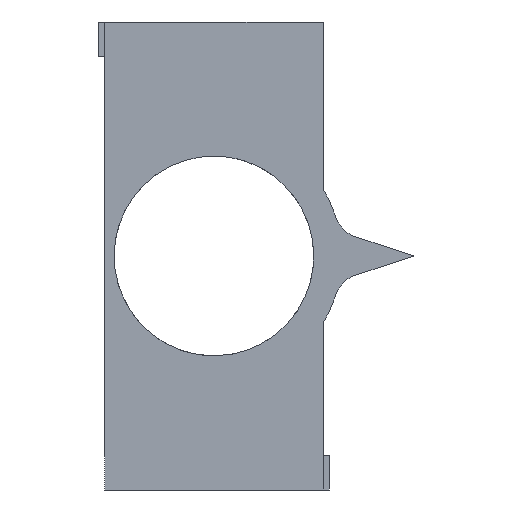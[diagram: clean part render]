
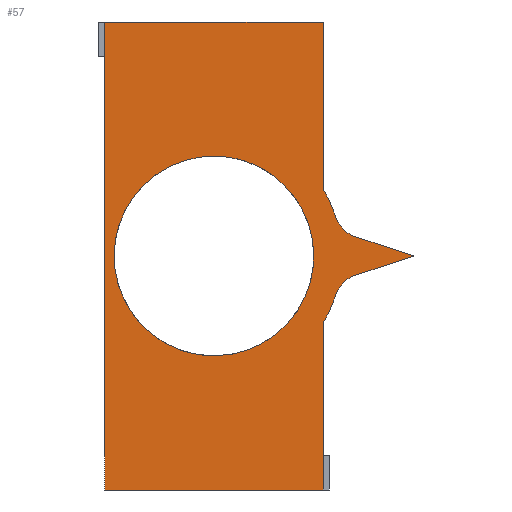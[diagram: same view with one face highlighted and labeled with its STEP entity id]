
A CAD part, front view. The second image highlights one B-rep face of the part: STEP entity #57.
In plain terms, the highlighted planar face has unit normal (0, -1, 0).
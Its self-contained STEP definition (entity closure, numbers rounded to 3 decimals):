
#57=ADVANCED_FACE('',(#102,#104),#106,.T.);
#102=FACE_BOUND('',#103,.T.);
#103=EDGE_LOOP('',(#371,#372,#373,#374,#375,#376,#377,#378,#379,#380,#381));
#104=FACE_BOUND('',#105,.T.);
#105=EDGE_LOOP('',(#382));
#106=PLANE('',#107);
#107=AXIS2_PLACEMENT_3D('',#108,#109,#110);
#108=CARTESIAN_POINT('',(0.,-0.843,0.));
#109=DIRECTION('',(0.,-1.,0.));
#110=DIRECTION('',(0.,0.,1.));
#371=ORIENTED_EDGE('',*,*,#581,.F.);
#372=ORIENTED_EDGE('',*,*,#582,.T.);
#373=ORIENTED_EDGE('',*,*,#583,.T.);
#374=ORIENTED_EDGE('',*,*,#584,.T.);
#375=ORIENTED_EDGE('',*,*,#585,.T.);
#376=ORIENTED_EDGE('',*,*,#586,.T.);
#377=ORIENTED_EDGE('',*,*,#587,.T.);
#378=ORIENTED_EDGE('',*,*,#588,.T.);
#379=ORIENTED_EDGE('',*,*,#589,.F.);
#380=ORIENTED_EDGE('',*,*,#590,.T.);
#381=ORIENTED_EDGE('',*,*,#591,.T.);
#382=ORIENTED_EDGE('',*,*,#592,.T.);
#581=EDGE_CURVE('',#698,#699,#700,.F.);
#582=EDGE_CURVE('',#698,#701,#702,.T.);
#583=EDGE_CURVE('',#701,#703,#704,.T.);
#584=EDGE_CURVE('',#703,#705,#706,.T.);
#585=EDGE_CURVE('',#705,#707,#708,.T.);
#586=EDGE_CURVE('',#707,#709,#710,.T.);
#587=EDGE_CURVE('',#709,#711,#712,.T.);
#588=EDGE_CURVE('',#711,#713,#714,.T.);
#589=EDGE_CURVE('',#715,#713,#716,.F.);
#590=EDGE_CURVE('',#715,#717,#718,.T.);
#591=EDGE_CURVE('',#717,#699,#719,.T.);
#592=EDGE_CURVE('',#720,#720,#721,.F.);
#698=VERTEX_POINT('',#903);
#699=VERTEX_POINT('',#904);
#700=CIRCLE('',#905,1.);
#701=VERTEX_POINT('',#909);
#702=CIRCLE('',#910,4.32);
#703=VERTEX_POINT('',#914);
#704=LINE('',#915,#916);
#705=VERTEX_POINT('',#918);
#706=LINE('',#919,#920);
#707=VERTEX_POINT('',#922);
#708=LINE('',#923,#924);
#709=VERTEX_POINT('',#926);
#710=LINE('',#927,#928);
#711=VERTEX_POINT('',#930);
#712=LINE('',#931,#932);
#713=VERTEX_POINT('',#934);
#714=CIRCLE('',#935,4.32);
#715=VERTEX_POINT('',#939);
#716=CIRCLE('',#940,1.);
#717=VERTEX_POINT('',#944);
#718=LINE('',#945,#946);
#719=LINE('',#948,#949);
#720=VERTEX_POINT('',#951);
#721=(BOUNDED_CURVE()B_SPLINE_CURVE(3,
(#952,#953,#954,#955,#956,#957,#958),
.UNSPECIFIED.,.T.,.F.)B_SPLINE_CURVE_WITH_KNOTS((4,3,4),
(0.,0.5,1.),
.UNSPECIFIED.)CURVE()GEOMETRIC_REPRESENTATION_ITEM()RATIONAL_B_SPLINE_CURVE((1.,
0.333,0.333,1.,0.333,0.333,1.))
REPRESENTATION_ITEM(''));
#903=CARTESIAN_POINT('',(4.118,-0.843,1.305));
#904=CARTESIAN_POINT('',(4.757,-0.843,0.658));
#905=AXIS2_PLACEMENT_3D('',#906,#907,#908);
#906=CARTESIAN_POINT('',(5.072,-0.843,1.607));
#907=DIRECTION('',(0.,1.,0.));
#908=DIRECTION('',(-0.315,0.,-0.949));
#909=CARTESIAN_POINT('',(3.688,-0.843,2.25));
#910=AXIS2_PLACEMENT_3D('',#911,#912,#913);
#911=CARTESIAN_POINT('',(0.,-0.843,0.));
#912=DIRECTION('',(0.,-1.,0.));
#913=DIRECTION('',(0.953,0.,0.302));
#914=CARTESIAN_POINT('',(3.688,-0.843,7.903));
#915=CARTESIAN_POINT('',(3.688,-0.843,2.25));
#916=VECTOR('',#917,1.);
#917=DIRECTION('',(0.,0.,1.));
#918=CARTESIAN_POINT('',(-3.688,-0.843,7.903));
#919=CARTESIAN_POINT('',(3.688,-0.843,7.903));
#920=VECTOR('',#921,1.);
#921=DIRECTION('',(-1.,0.,0.));
#922=CARTESIAN_POINT('',(-3.688,-0.843,-7.903));
#923=CARTESIAN_POINT('',(-3.688,-0.843,7.903));
#924=VECTOR('',#925,1.);
#925=DIRECTION('',(0.,0.,-1.));
#926=CARTESIAN_POINT('',(3.688,-0.843,-7.903));
#927=CARTESIAN_POINT('',(-3.688,-0.843,-7.903));
#928=VECTOR('',#929,1.);
#929=DIRECTION('',(1.,0.,0.));
#930=CARTESIAN_POINT('',(3.688,-0.843,-2.25));
#931=CARTESIAN_POINT('',(3.688,-0.843,-7.903));
#932=VECTOR('',#933,1.);
#933=DIRECTION('',(0.,0.,1.));
#934=CARTESIAN_POINT('',(4.118,-0.843,-1.305));
#935=AXIS2_PLACEMENT_3D('',#936,#937,#938);
#936=CARTESIAN_POINT('',(0.,-0.843,0.));
#937=DIRECTION('',(0.,-1.,0.));
#938=DIRECTION('',(0.854,0.,-0.521));
#939=CARTESIAN_POINT('',(4.757,-0.843,-0.658));
#940=AXIS2_PLACEMENT_3D('',#941,#942,#943);
#941=CARTESIAN_POINT('',(5.072,-0.843,-1.607));
#942=DIRECTION('',(0.,1.,0.));
#943=DIRECTION('',(-0.953,0.,0.302));
#944=CARTESIAN_POINT('',(6.74,-0.843,0.));
#945=CARTESIAN_POINT('',(4.757,-0.843,-0.658));
#946=VECTOR('',#947,1.);
#947=DIRECTION('',(0.949,0.,0.315));
#948=CARTESIAN_POINT('',(6.74,-0.843,0.));
#949=VECTOR('',#950,1.);
#950=DIRECTION('',(-0.949,0.,0.315));
#951=CARTESIAN_POINT('',(0.,-0.843,-3.372));
#952=CARTESIAN_POINT('',(0.,-0.843,-3.372));
#953=CARTESIAN_POINT('',(6.744,-0.843,-3.372));
#954=CARTESIAN_POINT('',(6.744,-0.843,3.372));
#955=CARTESIAN_POINT('',(0.,-0.843,3.372));
#956=CARTESIAN_POINT('',(-6.744,-0.843,3.372));
#957=CARTESIAN_POINT('',(-6.744,-0.843,-3.372));
#958=CARTESIAN_POINT('',(0.,-0.843,-3.372));
